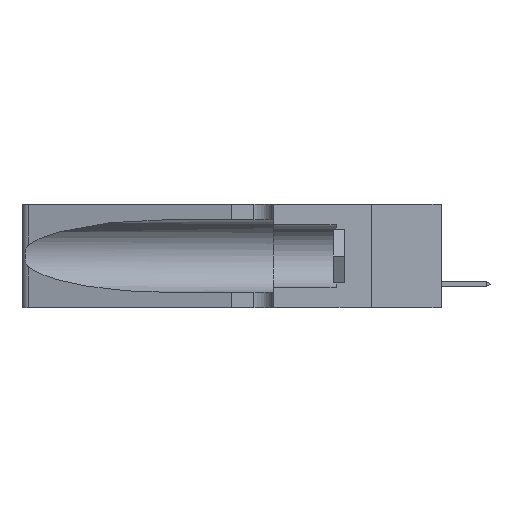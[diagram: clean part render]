
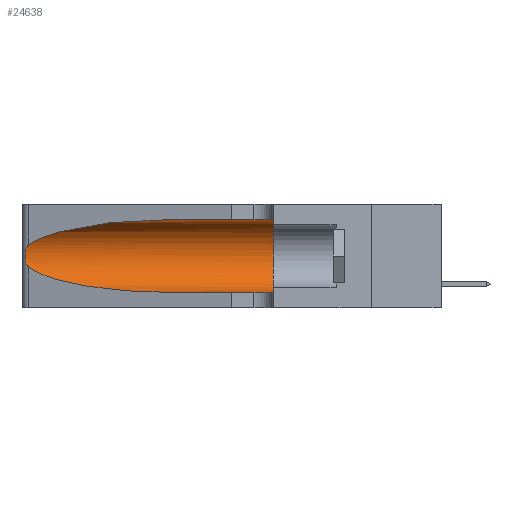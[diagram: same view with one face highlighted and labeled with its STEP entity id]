
A CAD part, left-side view. The second image highlights one B-rep face of the part: STEP entity #24638.
In plain terms, the highlighted cylindrical face has radius 3.308 mm (diameter 6.617 mm), a partial arc.
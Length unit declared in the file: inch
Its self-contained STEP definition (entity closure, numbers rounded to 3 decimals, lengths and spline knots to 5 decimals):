
#270 = CARTESIAN_POINT ( 'NONE',  ( 0.18966, 0.96281, 0.31525 ) ) ;
#376 = CARTESIAN_POINT ( 'NONE',  ( 0.25856, 1.23593, 0.16098 ) ) ;
#501 = EDGE_LOOP ( 'NONE', ( #5220, #2580, #3194, #27385, #18291, #20027 ) ) ;
#1151 = CARTESIAN_POINT ( 'NONE',  ( 0.2373, 1.15595, 0.08982 ) ) ;
#1394 = VECTOR ( 'NONE', #3301, 39.37008 ) ;
#1548 = CIRCLE ( 'NONE', #8860, 0.13025 ) ;
#1734 = VERTEX_POINT ( 'NONE', #16607 ) ;
#1826 = CARTESIAN_POINT ( 'NONE',  ( 0.1305, 0.72297, 0.05475 ) ) ;
#1969 = CARTESIAN_POINT ( 'NONE',  ( 0.25487, 1.22718, 0.22369 ) ) ;
#2012 = CARTESIAN_POINT ( 'NONE',  ( 0.25787, 1.23484, 0.2124 ) ) ;
#2580 = ORIENTED_EDGE ( 'NONE', *, *, #10351, .T. ) ;
#2680 = CARTESIAN_POINT ( 'NONE',  ( 0.2373, 1.15595, 0.28018 ) ) ;
#3194 = ORIENTED_EDGE ( 'NONE', *, *, #26682, .T. ) ;
#3294 = CARTESIAN_POINT ( 'NONE',  ( 0.1305, 0.72297, 0.05475 ) ) ;
#3301 = DIRECTION ( 'NONE',  ( 0., -1., 0. ) ) ;
#4698 = CARTESIAN_POINT ( 'NONE',  ( 0.25487, 1.22718, 0.14631 ) ) ;
#5220 = ORIENTED_EDGE ( 'NONE', *, *, #8077, .T. ) ;
#5552 = CARTESIAN_POINT ( 'NONE',  ( 0.18966, 0.96281, 0.05475 ) ) ;
#5825 =( BOUNDED_CURVE ( )  B_SPLINE_CURVE ( 3, ( #6588, #270, #2680, #7534 ),
 .UNSPECIFIED., .F., .F. ) 
 B_SPLINE_CURVE_WITH_KNOTS ( ( 4, 4 ),
 ( 1.5708, 2.84003 ),
 .UNSPECIFIED. ) 
 CURVE ( )  GEOMETRIC_REPRESENTATION_ITEM ( )  RATIONAL_B_SPLINE_CURVE ( ( 1., 0.87, 0.87, 1. ) ) 
 REPRESENTATION_ITEM ( '' )  );
#6287 = AXIS2_PLACEMENT_3D ( 'NONE', #26512, #15612, #15802 ) ;
#6588 = CARTESIAN_POINT ( 'NONE',  ( 0.1305, 0.72297, 0.31525 ) ) ;
#6732 = VERTEX_POINT ( 'NONE', #1969 ) ;
#6756 = VERTEX_POINT ( 'NONE', #12581 ) ;
#7534 = CARTESIAN_POINT ( 'NONE',  ( 0.25487, 1.22718, 0.22369 ) ) ;
#8077 = EDGE_CURVE ( 'NONE', #23811, #6732, #5825, .T. ) ;
#8084 =( BOUNDED_CURVE ( )  B_SPLINE_CURVE ( 3, ( #14256, #1151, #5552, #1826 ),
 .UNSPECIFIED., .F., .F. ) 
 B_SPLINE_CURVE_WITH_KNOTS ( ( 4, 4 ),
 ( 3.44316, 4.71239 ),
 .UNSPECIFIED. ) 
 CURVE ( )  GEOMETRIC_REPRESENTATION_ITEM ( )  RATIONAL_B_SPLINE_CURVE ( ( 1., 0.87, 0.87, 1. ) ) 
 REPRESENTATION_ITEM ( '' )  );
#8245 = CARTESIAN_POINT ( 'NONE',  ( 0.26018, 1.23835, 0.19895 ) ) ;
#8344 = CARTESIAN_POINT ( 'NONE',  ( 0.25555, 1.22994, 0.2215 ) ) ;
#8726 = VERTEX_POINT ( 'NONE', #22195 ) ;
#8860 = AXIS2_PLACEMENT_3D ( 'NONE', #21763, #19661, #10873 ) ;
#9967 = EDGE_CURVE ( 'NONE', #13642, #6756, #10652, .T. ) ;
#10351 = EDGE_CURVE ( 'NONE', #6732, #8726, #28236, .T. ) ;
#10642 = CARTESIAN_POINT ( 'NONE',  ( 0.25487, 1.22718, 0.22369 ) ) ;
#10652 = LINE ( 'NONE', #16325, #1394 ) ;
#10873 = DIRECTION ( 'NONE',  ( 0., 0., 1. ) ) ;
#11713 = CARTESIAN_POINT ( 'NONE',  ( 0.1305, 0.72297, 0.31525 ) ) ;
#12546 = EDGE_CURVE ( 'NONE', #23811, #1734, #20060, .T. ) ;
#12581 = CARTESIAN_POINT ( 'NONE',  ( 0.1305, 0.35, 0.05475 ) ) ;
#13179 = CARTESIAN_POINT ( 'NONE',  ( 0.25789, 1.23486, 0.15765 ) ) ;
#13642 = VERTEX_POINT ( 'NONE', #3294 ) ;
#14256 = CARTESIAN_POINT ( 'NONE',  ( 0.25487, 1.22718, 0.14631 ) ) ;
#15612 = DIRECTION ( 'NONE',  ( 0., -1., 0. ) ) ;
#15802 = DIRECTION ( 'NONE',  ( 0., 0., -1. ) ) ;
#16325 = CARTESIAN_POINT ( 'NONE',  ( 0.1305, 1.61858, 0.05475 ) ) ;
#16607 = CARTESIAN_POINT ( 'NONE',  ( 0.1305, 0.35, 0.31525 ) ) ;
#16862 = CYLINDRICAL_SURFACE ( 'NONE', #6287, 0.13025 ) ;
#17413 = CARTESIAN_POINT ( 'NONE',  ( 0.26075, 1.23896, 0.178 ) ) ;
#17508 = CARTESIAN_POINT ( 'NONE',  ( 0.26017, 1.23833, 0.17102 ) ) ;
#17693 = CARTESIAN_POINT ( 'NONE',  ( 0.25555, 1.22993, 0.14849 ) ) ;
#17788 = CARTESIAN_POINT ( 'NONE',  ( 0.25639, 1.23186, 0.15144 ) ) ;
#18291 = ORIENTED_EDGE ( 'NONE', *, *, #23443, .F. ) ;
#19342 = CARTESIAN_POINT ( 'NONE',  ( 0.25854, 1.2359, 0.20912 ) ) ;
#19595 = FACE_OUTER_BOUND ( 'NONE', #501, .T. ) ;
#19657 = CARTESIAN_POINT ( 'NONE',  ( 0.1305, 1.61858, 0.31525 ) ) ;
#19661 = DIRECTION ( 'NONE',  ( 0., 1., 0. ) ) ;
#20027 = ORIENTED_EDGE ( 'NONE', *, *, #12546, .F. ) ;
#20060 = LINE ( 'NONE', #19657, #24835 ) ;
#21763 = CARTESIAN_POINT ( 'NONE',  ( 0.1305, 0.35, 0.185 ) ) ;
#22130 = DIRECTION ( 'NONE',  ( 0., -1., 0. ) ) ;
#22195 = CARTESIAN_POINT ( 'NONE',  ( 0.25487, 1.22718, 0.14631 ) ) ;
#23443 = EDGE_CURVE ( 'NONE', #1734, #6756, #1548, .T. ) ;
#23640 = CARTESIAN_POINT ( 'NONE',  ( 0.26075, 1.23896, 0.19203 ) ) ;
#23811 = VERTEX_POINT ( 'NONE', #11713 ) ;
#24638 = ADVANCED_FACE ( 'NONE', ( #19595 ), #16862, .F. ) ;
#24835 = VECTOR ( 'NONE', #22130, 39.37008 ) ;
#26512 = CARTESIAN_POINT ( 'NONE',  ( 0.1305, 1.61858, 0.185 ) ) ;
#26682 = EDGE_CURVE ( 'NONE', #8726, #13642, #8084, .T. ) ;
#27385 = ORIENTED_EDGE ( 'NONE', *, *, #9967, .T. ) ;
#28201 = CARTESIAN_POINT ( 'NONE',  ( 0.25639, 1.23184, 0.21858 ) ) ;
#28236 = B_SPLINE_CURVE_WITH_KNOTS ( 'NONE', 3,
 ( #10642, #8344, #28201, #2012, #19342, #8245, #23640, #17413, #17508, #376, #13179, #17788, #17693, #4698 ),
 .UNSPECIFIED., .F., .F.,
 ( 4, 2, 2, 2, 2, 2, 4 ),
 ( 0., 0.00027, 0.00053, 0.00107, 0.0016, 0.00187, 0.00214 ),
 .UNSPECIFIED. ) ;
